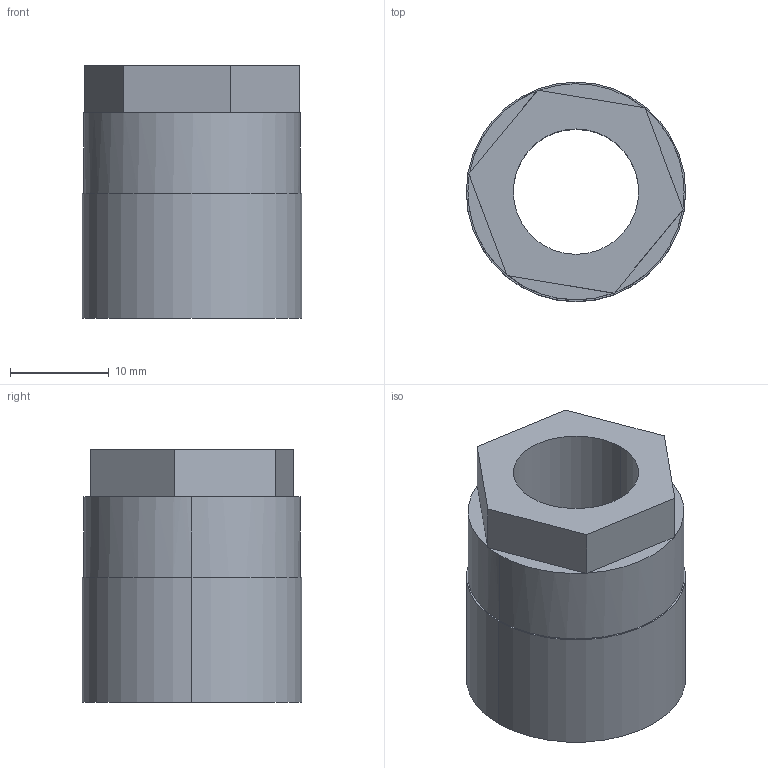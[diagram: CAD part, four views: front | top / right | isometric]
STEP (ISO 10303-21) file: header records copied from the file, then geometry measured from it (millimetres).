
FILE_DESCRIPTION((''),'2;1');
FILE_NAME('trantorque0500.stp','2001-12-26T20:07:42',('Ed Sparks'),(''),'Autodesk Inventor (tm) 3.0','Autodesk Inventor (tm) 3.0','');
FILE_SCHEMA(('CONFIG_CONTROL_DESIGN'));
Length unit declared in the file: inch
Products named in the file (1): trantorque0500
Bounding box: 22.23 x 22.23 x 25.63 mm (x, y, z)
Volume: 6249.7 mm3; surface area: 3307.6 mm2
Topology: 1 solids, 1 shells, 27 faces, 60 edges, 36 vertices
Faces by surface type: plane 21, cylinder 4, bspline 2
Entity records: 869 total; most frequent: CARTESIAN_POINT 158, DIRECTION 136, ORIENTED_EDGE 120, EDGE_CURVE 60, AXIS2_PLACEMENT_3D 50, VERTEX_POINT 36, VECTOR 36, LINE 36
